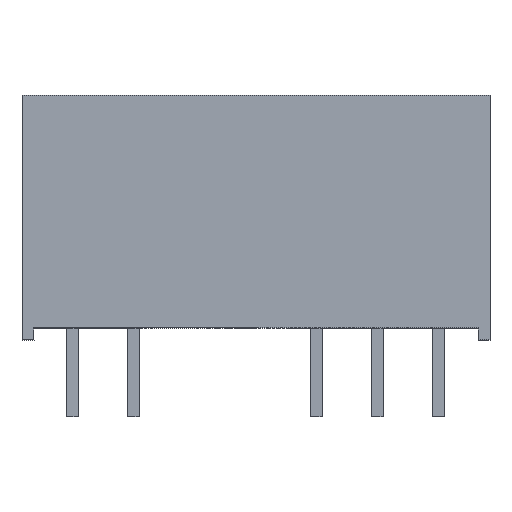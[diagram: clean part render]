
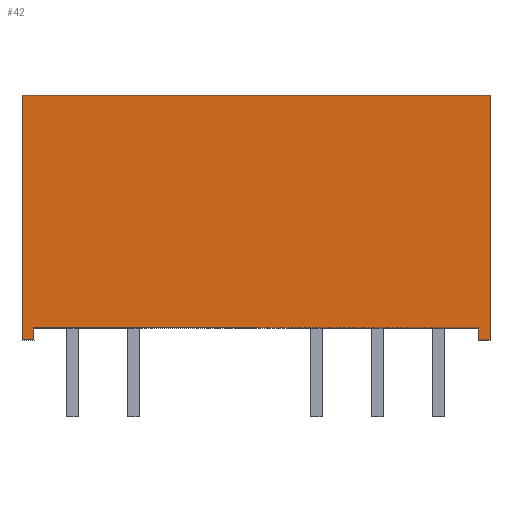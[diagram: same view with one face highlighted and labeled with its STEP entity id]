
A CAD part, top view. The second image highlights one B-rep face of the part: STEP entity #42.
In plain terms, the highlighted planar face has unit normal (0, 0, 1).
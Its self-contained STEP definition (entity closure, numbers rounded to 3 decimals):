
#13 = CARTESIAN_POINT ( 'NONE',  ( 9.75, -0.5, 3.05 ) ) ;
#30 = LINE ( 'NONE', #599, #415 ) ;
#42 = ADVANCED_FACE ( 'NONE', ( #164 ), #763, .F. ) ;
#62 = CARTESIAN_POINT ( 'NONE',  ( 9.25, 0., 3.05 ) ) ;
#67 = CARTESIAN_POINT ( 'NONE',  ( -9.75, 9.7, 3.05 ) ) ;
#80 = CARTESIAN_POINT ( 'NONE',  ( 9.75, 9.7, 3.05 ) ) ;
#97 = ORIENTED_EDGE ( 'NONE', *, *, #1046, .T. ) ;
#128 = CARTESIAN_POINT ( 'NONE',  ( 9.75, -0.5, 3.05 ) ) ;
#138 = ORIENTED_EDGE ( 'NONE', *, *, #611, .F. ) ;
#149 = VECTOR ( 'NONE', #852, 1000. ) ;
#163 = DIRECTION ( 'NONE',  ( 1., 0., 0. ) ) ;
#164 = FACE_OUTER_BOUND ( 'NONE', #311, .T. ) ;
#185 = EDGE_CURVE ( 'NONE', #658, #583, #638, .T. ) ;
#197 = LINE ( 'NONE', #352, #149 ) ;
#256 = CARTESIAN_POINT ( 'NONE',  ( -9.75, 9.7, 3.05 ) ) ;
#276 = CARTESIAN_POINT ( 'NONE',  ( 9.75, 9.7, 3.05 ) ) ;
#281 = AXIS2_PLACEMENT_3D ( 'NONE', #256, #435, #930 ) ;
#311 = EDGE_LOOP ( 'NONE', ( #1037, #625, #375, #97, #138, #588, #494, #697 ) ) ;
#346 = CARTESIAN_POINT ( 'NONE',  ( -9.25, -0.5, 3.05 ) ) ;
#349 = VERTEX_POINT ( 'NONE', #62 ) ;
#352 = CARTESIAN_POINT ( 'NONE',  ( -9.25, -0.5, 3.05 ) ) ;
#362 = DIRECTION ( 'NONE',  ( 1., 0., 0. ) ) ;
#366 = DIRECTION ( 'NONE',  ( 0., 1., 0. ) ) ;
#375 = ORIENTED_EDGE ( 'NONE', *, *, #1014, .T. ) ;
#377 = CARTESIAN_POINT ( 'NONE',  ( 9.25, -0.5, 3.05 ) ) ;
#415 = VECTOR ( 'NONE', #362, 1000. ) ;
#435 = DIRECTION ( 'NONE',  ( 0., 0., -1. ) ) ;
#440 = DIRECTION ( 'NONE',  ( 0., 1., 0. ) ) ;
#445 = EDGE_CURVE ( 'NONE', #658, #1004, #604, .T. ) ;
#459 = VECTOR ( 'NONE', #366, 1000. ) ;
#486 = VECTOR ( 'NONE', #440, 1000. ) ;
#493 = EDGE_CURVE ( 'NONE', #584, #631, #513, .T. ) ;
#494 = ORIENTED_EDGE ( 'NONE', *, *, #857, .F. ) ;
#513 = LINE ( 'NONE', #13, #868 ) ;
#529 = CARTESIAN_POINT ( 'NONE',  ( -9.75, -0.5, 3.05 ) ) ;
#583 = VERTEX_POINT ( 'NONE', #529 ) ;
#584 = VERTEX_POINT ( 'NONE', #128 ) ;
#588 = ORIENTED_EDGE ( 'NONE', *, *, #493, .F. ) ;
#599 = CARTESIAN_POINT ( 'NONE',  ( -9.75, 0., 3.05 ) ) ;
#604 = LINE ( 'NONE', #840, #693 ) ;
#609 = DIRECTION ( 'NONE',  ( -1., 0., 0. ) ) ;
#611 = EDGE_CURVE ( 'NONE', #631, #349, #793, .T. ) ;
#625 = ORIENTED_EDGE ( 'NONE', *, *, #1071, .F. ) ;
#631 = VERTEX_POINT ( 'NONE', #892 ) ;
#638 = LINE ( 'NONE', #1041, #946 ) ;
#658 = VERTEX_POINT ( 'NONE', #67 ) ;
#693 = VECTOR ( 'NONE', #163, 1000. ) ;
#697 = ORIENTED_EDGE ( 'NONE', *, *, #445, .F. ) ;
#738 = DIRECTION ( 'NONE',  ( 0., -1., 0. ) ) ;
#763 = PLANE ( 'NONE',  #281 ) ;
#793 = LINE ( 'NONE', #377, #459 ) ;
#820 = CARTESIAN_POINT ( 'NONE',  ( -9.25, 0., 3.05 ) ) ;
#840 = CARTESIAN_POINT ( 'NONE',  ( -9.75, 9.7, 3.05 ) ) ;
#852 = DIRECTION ( 'NONE',  ( -1., 0., 0. ) ) ;
#857 = EDGE_CURVE ( 'NONE', #1004, #584, #1060, .T. ) ;
#868 = VECTOR ( 'NONE', #609, 1000. ) ;
#880 = DIRECTION ( 'NONE',  ( 0., -1., 0. ) ) ;
#892 = CARTESIAN_POINT ( 'NONE',  ( 9.25, -0.5, 3.05 ) ) ;
#923 = VECTOR ( 'NONE', #738, 1000. ) ;
#929 = CARTESIAN_POINT ( 'NONE',  ( -9.25, -0.5, 3.05 ) ) ;
#930 = DIRECTION ( 'NONE',  ( -1., 0., 0. ) ) ;
#938 = VERTEX_POINT ( 'NONE', #820 ) ;
#946 = VECTOR ( 'NONE', #880, 1000. ) ;
#950 = LINE ( 'NONE', #346, #486 ) ;
#971 = VERTEX_POINT ( 'NONE', #929 ) ;
#1004 = VERTEX_POINT ( 'NONE', #276 ) ;
#1014 = EDGE_CURVE ( 'NONE', #971, #938, #950, .T. ) ;
#1037 = ORIENTED_EDGE ( 'NONE', *, *, #185, .T. ) ;
#1041 = CARTESIAN_POINT ( 'NONE',  ( -9.75, 9.7, 3.05 ) ) ;
#1046 = EDGE_CURVE ( 'NONE', #938, #349, #30, .T. ) ;
#1060 = LINE ( 'NONE', #80, #923 ) ;
#1071 = EDGE_CURVE ( 'NONE', #971, #583, #197, .T. ) ;
